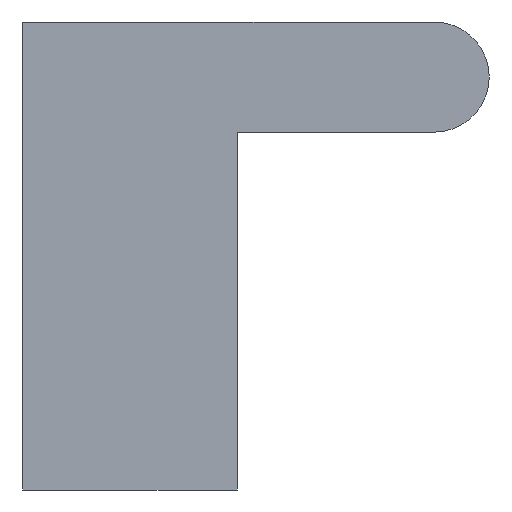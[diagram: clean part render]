
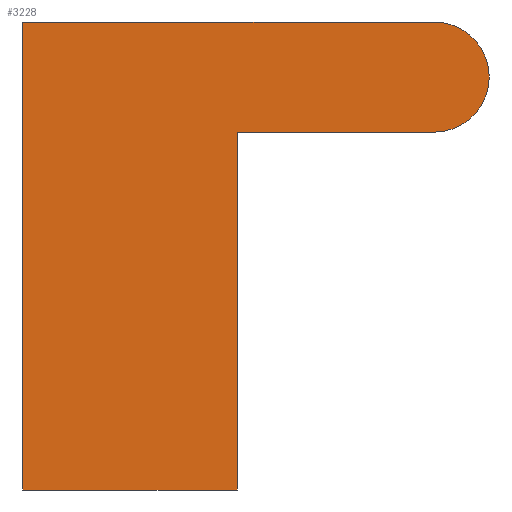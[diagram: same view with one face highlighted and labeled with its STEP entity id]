
A CAD part, front view. The second image highlights one B-rep face of the part: STEP entity #3228.
In plain terms, the highlighted planar face has unit normal (0, -1, 0).
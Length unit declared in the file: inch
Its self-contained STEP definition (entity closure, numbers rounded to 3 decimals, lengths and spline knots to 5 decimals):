
#19=CIRCLE('',#3435,0.0748);
#156=FACE_OUTER_BOUND('',#361,.T.);
#361=EDGE_LOOP('',(#2439,#2440,#2441,#2442,#2443,#2444));
#595=LINE('',#4631,#1003);
#618=LINE('',#4677,#1026);
#679=LINE('',#4799,#1087);
#750=LINE('',#4944,#1158);
#751=LINE('',#4946,#1159);
#1003=VECTOR('',#3739,0.48622);
#1026=VECTOR('',#3780,0.29134);
#1087=VECTOR('',#3917,0.63583);
#1158=VECTOR('',#4044,0.55906);
#1159=VECTOR('',#4045,0.26772);
#1381=VERTEX_POINT('',#4628);
#1382=VERTEX_POINT('',#4630);
#1396=VERTEX_POINT('',#4676);
#1419=VERTEX_POINT('',#4798);
#1465=VERTEX_POINT('',#4943);
#1466=VERTEX_POINT('',#4945);
#1668=EDGE_CURVE('',#1382,#1381,#595,.T.);
#1691=EDGE_CURVE('',#1396,#1382,#618,.T.);
#1752=EDGE_CURVE('',#1419,#1396,#679,.T.);
#1824=EDGE_CURVE('',#1465,#1419,#750,.T.);
#1825=EDGE_CURVE('',#1381,#1466,#751,.T.);
#1826=EDGE_CURVE('',#1466,#1465,#19,.T.);
#2439=ORIENTED_EDGE('',*,*,#1824,.T.);
#2440=ORIENTED_EDGE('',*,*,#1752,.T.);
#2441=ORIENTED_EDGE('',*,*,#1691,.T.);
#2442=ORIENTED_EDGE('',*,*,#1668,.T.);
#2443=ORIENTED_EDGE('',*,*,#1825,.T.);
#2444=ORIENTED_EDGE('',*,*,#1826,.T.);
#2879=PLANE('',#3434);
#3228=ADVANCED_FACE('',(#156),#2879,.T.);
#3434=AXIS2_PLACEMENT_3D('',#4942,#4042,#4043);
#3435=AXIS2_PLACEMENT_3D('',#4947,#4046,#4047);
#3739=DIRECTION('',(0.,0.,1.));
#3780=DIRECTION('',(1.,0.,0.));
#3917=DIRECTION('',(0.,0.,-1.));
#4042=DIRECTION('center_axis',(0.,-1.,0.));
#4043=DIRECTION('ref_axis',(0.,0.,-1.));
#4044=DIRECTION('',(-1.,0.,0.));
#4045=DIRECTION('',(1.,0.,0.));
#4046=DIRECTION('center_axis',(0.,-1.,0.));
#4047=DIRECTION('ref_axis',(0.,0.,-1.));
#4628=CARTESIAN_POINT('',(-0.44488,0.05512,0.1811));
#4630=CARTESIAN_POINT('',(-0.44488,0.05512,-0.30512));
#4631=CARTESIAN_POINT('',(-0.44488,0.05512,-0.30512));
#4676=CARTESIAN_POINT('',(-0.73622,0.05512,-0.30512));
#4677=CARTESIAN_POINT('',(-0.73622,0.05512,-0.30512));
#4798=CARTESIAN_POINT('',(-0.73622,0.05512,0.33071));
#4799=CARTESIAN_POINT('',(-0.73622,0.05512,0.33071));
#4942=CARTESIAN_POINT('Origin',(0.,0.05512,0.));
#4943=CARTESIAN_POINT('',(-0.17717,0.05512,0.33071));
#4944=CARTESIAN_POINT('',(-0.17717,0.05512,0.33071));
#4945=CARTESIAN_POINT('',(-0.17717,0.05512,0.1811));
#4946=CARTESIAN_POINT('',(-0.44488,0.05512,0.1811));
#4947=CARTESIAN_POINT('Origin',(-0.17717,0.05512,0.25591));
